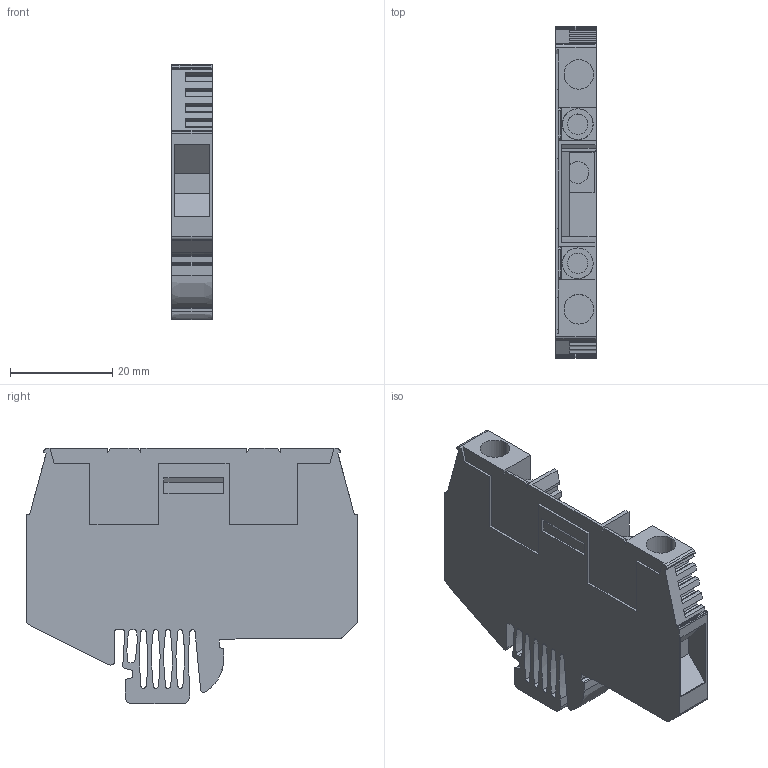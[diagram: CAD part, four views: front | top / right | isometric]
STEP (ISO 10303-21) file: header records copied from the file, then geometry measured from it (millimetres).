
FILE_DESCRIPTION(('CATIA V5 STEP Exchange','CAx-IF Rec.Pracs.--- Model Styling and Organization---1.4--- 2014-01-23'),'2;1');
FILE_NAME ('D1446697_0', '2020-03-02T09:11:07+00:00', ('none'), ('Weidmueller'), 'CATIA Version 5-6 Release 2016 SP3 HF44', 'CATIA V5 STEP AP214', 'none');
FILE_SCHEMA(('AUTOMOTIVE_DESIGN { 1 0 10303 214 1 1 1 1 }'));
Length unit declared in the file: millimetre
Products named in the file (1): 1017000000_WTL_6-1-STB-32
Bounding box: 7.9 x 65 x 50 mm (x, y, z)
Volume: 14401.7 mm3; surface area: 11752.6 mm2
Topology: 4 solids, 5 shells, 360 faces, 1114 edges, 778 vertices
Faces by surface type: plane 257, extrusion 64, cylinder 35, cone 4
Entity records: 12902 total; most frequent: CARTESIAN_POINT 3332, ORIENTED_EDGE 2228, DIRECTION 1509, EDGE_CURVE 1114, VECTOR 943, LINE 879, VERTEX_POINT 778, EDGE_LOOP 388
